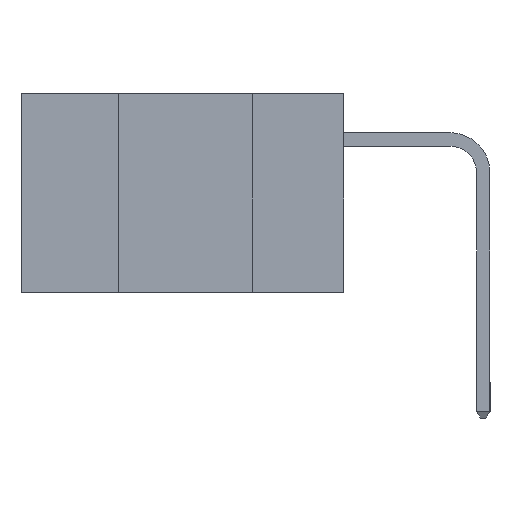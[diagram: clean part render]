
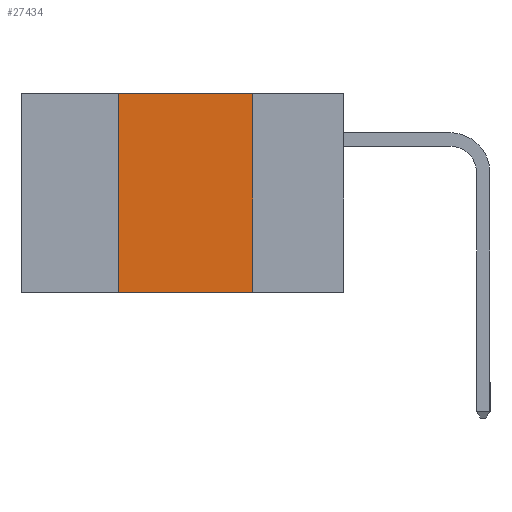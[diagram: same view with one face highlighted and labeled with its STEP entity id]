
A CAD part, left-side view. The second image highlights one B-rep face of the part: STEP entity #27434.
In plain terms, the highlighted planar face has unit normal (-1, 0, 0).
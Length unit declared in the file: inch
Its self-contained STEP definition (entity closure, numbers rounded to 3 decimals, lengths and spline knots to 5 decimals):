
#528 = LINE ( 'NONE', #18888, #7475 ) ;
#5401 = FACE_OUTER_BOUND ( 'NONE', #24208, .T. ) ;
#5939 = DIRECTION ( 'NONE',  ( 0., 0., 1. ) ) ;
#6846 = PLANE ( 'NONE',  #19490 ) ;
#7475 = VECTOR ( 'NONE', #12274, 39.37008 ) ;
#10346 = VERTEX_POINT ( 'NONE', #12783 ) ;
#10417 = CARTESIAN_POINT ( 'NONE',  ( 0., 0.17, 0. ) ) ;
#10806 = VECTOR ( 'NONE', #23948, 39.37008 ) ;
#10925 = VECTOR ( 'NONE', #5939, 39.37008 ) ;
#11539 = LINE ( 'NONE', #10417, #10806 ) ;
#12274 = DIRECTION ( 'NONE',  ( 0., -1., 0. ) ) ;
#12783 = CARTESIAN_POINT ( 'NONE',  ( 0., 0.17, 0. ) ) ;
#13333 = LINE ( 'NONE', #27827, #19337 ) ;
#14981 = EDGE_CURVE ( 'NONE', #20473, #27118, #528, .T. ) ;
#15127 = CARTESIAN_POINT ( 'NONE',  ( 0., 0.42, 0. ) ) ;
#16027 = DIRECTION ( 'NONE',  ( 0., 0., -1. ) ) ;
#17997 = EDGE_CURVE ( 'NONE', #20473, #27881, #22942, .T. ) ;
#18888 = CARTESIAN_POINT ( 'NONE',  ( 0., 0.6, -0.37 ) ) ;
#19055 = ORIENTED_EDGE ( 'NONE', *, *, #14981, .T. ) ;
#19337 = VECTOR ( 'NONE', #23289, 39.37008 ) ;
#19401 = ORIENTED_EDGE ( 'NONE', *, *, #20281, .F. ) ;
#19490 = AXIS2_PLACEMENT_3D ( 'NONE', #20469, #29509, #16027 ) ;
#20281 = EDGE_CURVE ( 'NONE', #27881, #10346, #13333, .T. ) ;
#20469 = CARTESIAN_POINT ( 'NONE',  ( 0., 0.6, 0. ) ) ;
#20473 = VERTEX_POINT ( 'NONE', #23975 ) ;
#21020 = EDGE_CURVE ( 'NONE', #10346, #27118, #11539, .T. ) ;
#22942 = LINE ( 'NONE', #15127, #10925 ) ;
#22954 = ORIENTED_EDGE ( 'NONE', *, *, #21020, .F. ) ;
#23289 = DIRECTION ( 'NONE',  ( 0., -1., 0. ) ) ;
#23947 = CARTESIAN_POINT ( 'NONE',  ( 0., 0.17, -0.37 ) ) ;
#23948 = DIRECTION ( 'NONE',  ( 0., 0., -1. ) ) ;
#23975 = CARTESIAN_POINT ( 'NONE',  ( 0., 0.42, -0.37 ) ) ;
#24208 = EDGE_LOOP ( 'NONE', ( #22954, #19401, #26844, #19055 ) ) ;
#26844 = ORIENTED_EDGE ( 'NONE', *, *, #17997, .F. ) ;
#27118 = VERTEX_POINT ( 'NONE', #23947 ) ;
#27434 = ADVANCED_FACE ( 'NONE', ( #5401 ), #6846, .F. ) ;
#27827 = CARTESIAN_POINT ( 'NONE',  ( 0., 0.6, 0. ) ) ;
#27881 = VERTEX_POINT ( 'NONE', #28637 ) ;
#28637 = CARTESIAN_POINT ( 'NONE',  ( 0., 0.42, 0. ) ) ;
#29509 = DIRECTION ( 'NONE',  ( 1., 0., 0. ) ) ;
